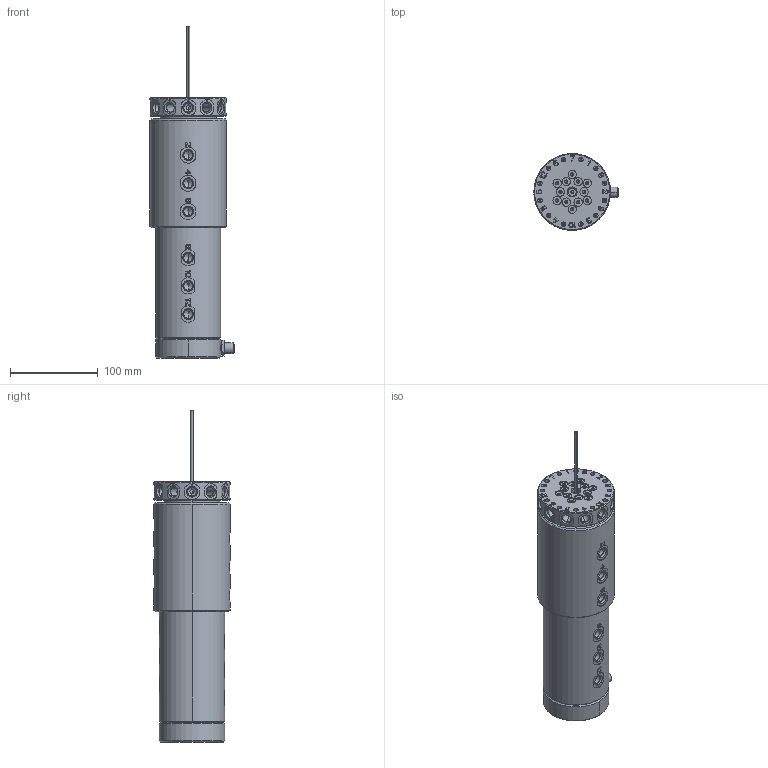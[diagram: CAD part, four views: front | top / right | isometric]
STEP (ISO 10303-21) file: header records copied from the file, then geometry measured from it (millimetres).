
FILE_DESCRIPTION((''),'2;1');
FILE_NAME('ILC32122412ES12A','2023-02-18T10:24:23',('Jweaver'),(''),'CREO PARAMETRIC BY PTC INC, 2021164','CREO PARAMETRIC BY PTC INC, 2021164','');
FILE_SCHEMA(('AUTOMOTIVE_DESIGN { 1 0 10303 214 1 1 1 1 }'));
Products named in the file (1): ILC32122412ES12A
Bounding box: 95.94 x 87.3 x 378.61 mm (x, y, z)
Volume: 1460440.7 mm3; surface area: 127016.4 mm2
Topology: 1 solids, 1 shells, 2003 faces, 5571 edges, 3668 vertices
Faces by surface type: plane 1513, cylinder 270, cone 196, sphere 24
Entity records: 66120 total; most frequent: CARTESIAN_POINT 13307, ORIENTED_EDGE 10950, DIRECTION 9977, EDGE_CURVE 5475, VECTOR 4186, LINE 4186, VERTEX_POINT 3668, AXIS2_PLACEMENT_3D 2894
